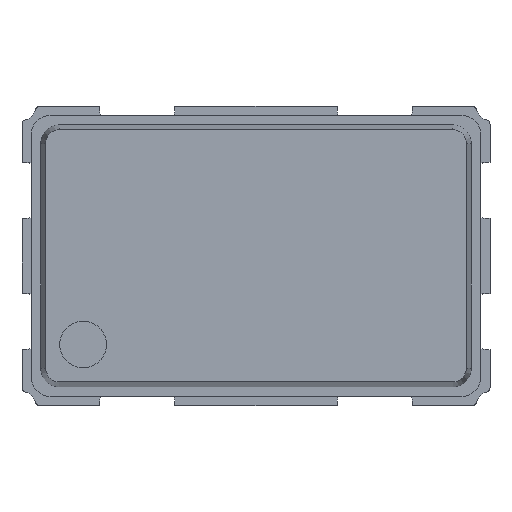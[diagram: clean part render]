
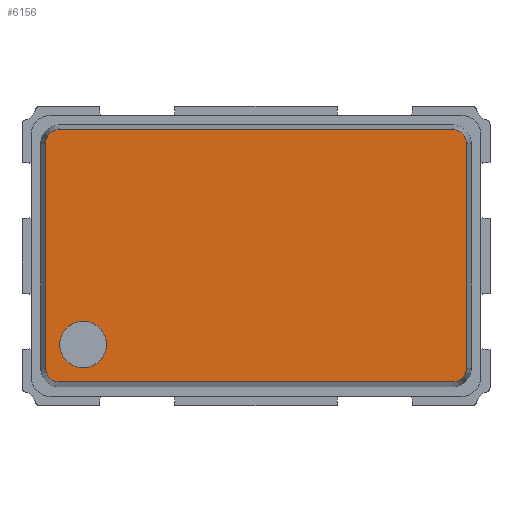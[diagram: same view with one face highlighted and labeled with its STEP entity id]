
A CAD part, top view. The second image highlights one B-rep face of the part: STEP entity #6156.
In plain terms, the highlighted planar face has unit normal (0, 0, 1).
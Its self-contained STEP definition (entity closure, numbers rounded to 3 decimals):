
#244 = VERTEX_POINT ( 'NONE', #12066 ) ;
#453 = AXIS2_PLACEMENT_3D ( 'NONE', #4675, #11109, #2686 ) ;
#733 = EDGE_CURVE ( 'NONE', #6169, #10063, #1824, .T. ) ;
#927 = CARTESIAN_POINT ( 'NONE',  ( -2.097, -0.947, 1.3 ) ) ;
#1344 = ORIENTED_EDGE ( 'NONE', *, *, #11749, .T. ) ;
#1379 = EDGE_LOOP ( 'NONE', ( #1344, #2981, #3279, #10878, #2791, #1892, #8122, #3273 ) ) ;
#1467 = VERTEX_POINT ( 'NONE', #8839 ) ;
#1643 = CIRCLE ( 'NONE', #3610, 0.147 ) ;
#1824 = LINE ( 'NONE', #3675, #3590 ) ;
#1830 = DIRECTION ( 'NONE',  ( -1., 0., 0. ) ) ;
#1892 = ORIENTED_EDGE ( 'NONE', *, *, #4619, .T. ) ;
#2019 = CIRCLE ( 'NONE', #453, 0.147 ) ;
#2297 = ORIENTED_EDGE ( 'NONE', *, *, #8348, .F. ) ;
#2598 = DIRECTION ( 'NONE',  ( 0., 0., 1. ) ) ;
#2686 = DIRECTION ( 'NONE',  ( 1., 0., 0. ) ) ;
#2696 = CARTESIAN_POINT ( 'NONE',  ( 2.1, 1.347, 1.3 ) ) ;
#2791 = ORIENTED_EDGE ( 'NONE', *, *, #10341, .T. ) ;
#2981 = ORIENTED_EDGE ( 'NONE', *, *, #11324, .T. ) ;
#3264 = CARTESIAN_POINT ( 'NONE',  ( 2.247, -1.2, 1.3 ) ) ;
#3273 = ORIENTED_EDGE ( 'NONE', *, *, #733, .T. ) ;
#3279 = ORIENTED_EDGE ( 'NONE', *, *, #9888, .T. ) ;
#3430 = CARTESIAN_POINT ( 'NONE',  ( -2.1, 1.347, 1.3 ) ) ;
#3535 = AXIS2_PLACEMENT_3D ( 'NONE', #5449, #7270, #10996 ) ;
#3561 = EDGE_CURVE ( 'NONE', #5424, #1467, #6998, .T. ) ;
#3590 = VECTOR ( 'NONE', #5614, 1000. ) ;
#3610 = AXIS2_PLACEMENT_3D ( 'NONE', #11892, #10120, #5476 ) ;
#3675 = CARTESIAN_POINT ( 'NONE',  ( 2.247, -1.2, 1.3 ) ) ;
#3845 = ORIENTED_EDGE ( 'NONE', *, *, #3561, .F. ) ;
#4139 = CARTESIAN_POINT ( 'NONE',  ( -2.1, -1.347, 1.3 ) ) ;
#4141 = CARTESIAN_POINT ( 'NONE',  ( 2.1, 1.2, 1.3 ) ) ;
#4346 = CARTESIAN_POINT ( 'NONE',  ( 2.247, 1.2, 1.3 ) ) ;
#4566 = LINE ( 'NONE', #2696, #9708 ) ;
#4611 = CARTESIAN_POINT ( 'NONE',  ( -2.1, -1.347, 1.3 ) ) ;
#4619 = EDGE_CURVE ( 'NONE', #9350, #6024, #8315, .T. ) ;
#4675 = CARTESIAN_POINT ( 'NONE',  ( -2.1, 1.2, 1.3 ) ) ;
#4923 = CARTESIAN_POINT ( 'NONE',  ( -1.847, -0.947, 1.3 ) ) ;
#5402 = AXIS2_PLACEMENT_3D ( 'NONE', #9018, #9812, #6922 ) ;
#5424 = VERTEX_POINT ( 'NONE', #927 ) ;
#5449 = CARTESIAN_POINT ( 'NONE',  ( -1.847, -0.947, 1.3 ) ) ;
#5476 = DIRECTION ( 'NONE',  ( 1., 0., 0. ) ) ;
#5614 = DIRECTION ( 'NONE',  ( 0., 1., 0. ) ) ;
#5761 = CARTESIAN_POINT ( 'NONE',  ( -2.247, 1.2, 1.3 ) ) ;
#5821 = LINE ( 'NONE', #5761, #6340 ) ;
#6024 = VERTEX_POINT ( 'NONE', #7880 ) ;
#6068 = DIRECTION ( 'NONE',  ( 1., 0., 0. ) ) ;
#6156 = ADVANCED_FACE ( 'NONE', ( #6914, #9866 ), #7053, .T. ) ;
#6169 = VERTEX_POINT ( 'NONE', #3264 ) ;
#6340 = VECTOR ( 'NONE', #9557, 1000. ) ;
#6498 = CIRCLE ( 'NONE', #3535, 0.25 ) ;
#6709 = CIRCLE ( 'NONE', #8301, 0.147 ) ;
#6914 = FACE_BOUND ( 'NONE', #9331, .T. ) ;
#6922 = DIRECTION ( 'NONE',  ( 1., 0., 0. ) ) ;
#6998 = CIRCLE ( 'NONE', #9740, 0.25 ) ;
#7053 = PLANE ( 'NONE',  #11279 ) ;
#7072 = DIRECTION ( 'NONE',  ( 1., 0., 0. ) ) ;
#7270 = DIRECTION ( 'NONE',  ( 0., 0., 1. ) ) ;
#7308 = CARTESIAN_POINT ( 'NONE',  ( -2.247, -1.2, 1.3 ) ) ;
#7668 = CARTESIAN_POINT ( 'NONE',  ( 2.1, 1.347, 1.3 ) ) ;
#7835 = EDGE_CURVE ( 'NONE', #6024, #6169, #6709, .T. ) ;
#7880 = CARTESIAN_POINT ( 'NONE',  ( 2.1, -1.347, 1.3 ) ) ;
#8122 = ORIENTED_EDGE ( 'NONE', *, *, #7835, .T. ) ;
#8301 = AXIS2_PLACEMENT_3D ( 'NONE', #8924, #11723, #7072 ) ;
#8315 = LINE ( 'NONE', #4611, #12143 ) ;
#8348 = EDGE_CURVE ( 'NONE', #1467, #5424, #6498, .T. ) ;
#8839 = CARTESIAN_POINT ( 'NONE',  ( -1.597, -0.947, 1.3 ) ) ;
#8924 = CARTESIAN_POINT ( 'NONE',  ( 2.1, -1.2, 1.3 ) ) ;
#8970 = DIRECTION ( 'NONE',  ( 1., 0., 0. ) ) ;
#9018 = CARTESIAN_POINT ( 'NONE',  ( -2.1, -1.2, 1.3 ) ) ;
#9331 = EDGE_LOOP ( 'NONE', ( #2297, #3845 ) ) ;
#9350 = VERTEX_POINT ( 'NONE', #4139 ) ;
#9425 = EDGE_CURVE ( 'NONE', #244, #10954, #5821, .T. ) ;
#9557 = DIRECTION ( 'NONE',  ( 0., -1., 0. ) ) ;
#9708 = VECTOR ( 'NONE', #1830, 1000. ) ;
#9740 = AXIS2_PLACEMENT_3D ( 'NONE', #4923, #2598, #8970 ) ;
#9807 = DIRECTION ( 'NONE',  ( 0., 0., 1. ) ) ;
#9812 = DIRECTION ( 'NONE',  ( 0., 0., 1. ) ) ;
#9866 = FACE_OUTER_BOUND ( 'NONE', #1379, .T. ) ;
#9888 = EDGE_CURVE ( 'NONE', #10798, #244, #2019, .T. ) ;
#10063 = VERTEX_POINT ( 'NONE', #4346 ) ;
#10120 = DIRECTION ( 'NONE',  ( 0., 0., 1. ) ) ;
#10210 = VERTEX_POINT ( 'NONE', #7668 ) ;
#10341 = EDGE_CURVE ( 'NONE', #10954, #9350, #10452, .T. ) ;
#10452 = CIRCLE ( 'NONE', #5402, 0.147 ) ;
#10798 = VERTEX_POINT ( 'NONE', #3430 ) ;
#10878 = ORIENTED_EDGE ( 'NONE', *, *, #9425, .T. ) ;
#10954 = VERTEX_POINT ( 'NONE', #7308 ) ;
#10996 = DIRECTION ( 'NONE',  ( 1., 0., 0. ) ) ;
#11109 = DIRECTION ( 'NONE',  ( 0., 0., 1. ) ) ;
#11279 = AXIS2_PLACEMENT_3D ( 'NONE', #4141, #9807, #6068 ) ;
#11324 = EDGE_CURVE ( 'NONE', #10210, #10798, #4566, .T. ) ;
#11723 = DIRECTION ( 'NONE',  ( 0., 0., 1. ) ) ;
#11749 = EDGE_CURVE ( 'NONE', #10063, #10210, #1643, .T. ) ;
#11892 = CARTESIAN_POINT ( 'NONE',  ( 2.1, 1.2, 1.3 ) ) ;
#11960 = DIRECTION ( 'NONE',  ( 1., 0., 0. ) ) ;
#12066 = CARTESIAN_POINT ( 'NONE',  ( -2.247, 1.2, 1.3 ) ) ;
#12143 = VECTOR ( 'NONE', #11960, 1000. ) ;
